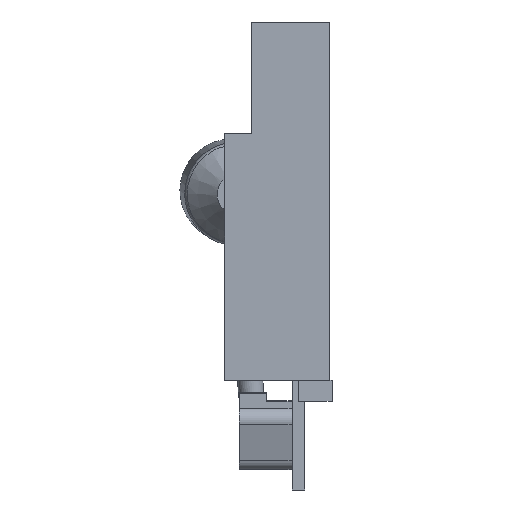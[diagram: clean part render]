
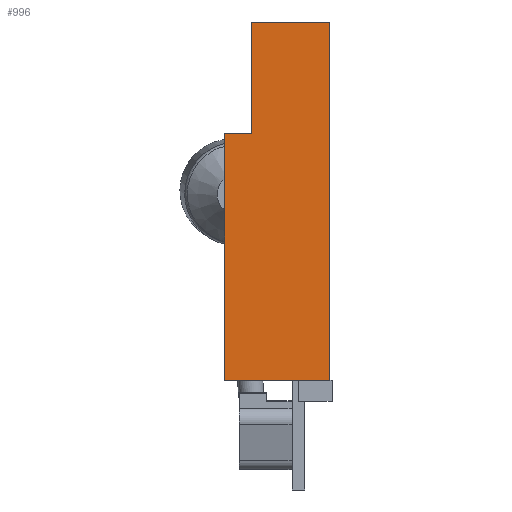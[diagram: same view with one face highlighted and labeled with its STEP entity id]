
A CAD part, left-side view. The second image highlights one B-rep face of the part: STEP entity #996.
In plain terms, the highlighted planar face has unit normal (-1, 0, 0).
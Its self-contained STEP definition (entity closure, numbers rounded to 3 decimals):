
#74=PLANE('',#1122);
#130=FACE_OUTER_BOUND('',#188,.T.);
#188=EDGE_LOOP('',(#917,#918,#919,#920,#921,#922));
#291=LINE('',#1795,#383);
#312=LINE('',#1838,#404);
#315=LINE('',#1843,#407);
#318=LINE('',#1849,#410);
#322=LINE('',#1857,#414);
#323=LINE('',#1859,#415);
#383=VECTOR('',#1359,10.);
#404=VECTOR('',#1392,10.);
#407=VECTOR('',#1399,10.);
#410=VECTOR('',#1404,10.);
#414=VECTOR('',#1412,10.);
#415=VECTOR('',#1415,10.);
#490=VERTEX_POINT('',#1792);
#491=VERTEX_POINT('',#1794);
#505=VERTEX_POINT('',#1832);
#507=VERTEX_POINT('',#1836);
#509=VERTEX_POINT('',#1847);
#511=VERTEX_POINT('',#1855);
#618=EDGE_CURVE('',#490,#491,#291,.T.);
#639=EDGE_CURVE('',#505,#507,#312,.T.);
#642=EDGE_CURVE('',#491,#507,#315,.T.);
#645=EDGE_CURVE('',#509,#490,#318,.T.);
#649=EDGE_CURVE('',#509,#511,#322,.T.);
#650=EDGE_CURVE('',#505,#511,#323,.T.);
#917=ORIENTED_EDGE('',*,*,#649,.T.);
#918=ORIENTED_EDGE('',*,*,#650,.F.);
#919=ORIENTED_EDGE('',*,*,#639,.T.);
#920=ORIENTED_EDGE('',*,*,#642,.F.);
#921=ORIENTED_EDGE('',*,*,#618,.F.);
#922=ORIENTED_EDGE('',*,*,#645,.F.);
#996=ADVANCED_FACE('',(#130),#74,.T.);
#1122=AXIS2_PLACEMENT_3D('',#1858,#1413,#1414);
#1359=DIRECTION('',(0.,1.,0.));
#1392=DIRECTION('',(0.,1.,0.));
#1399=DIRECTION('',(0.,0.,1.));
#1404=DIRECTION('',(0.,0.,-1.));
#1412=DIRECTION('',(0.,1.,0.));
#1413=DIRECTION('center_axis',(-1.,0.,0.));
#1414=DIRECTION('ref_axis',(0.,0.,1.));
#1415=DIRECTION('',(0.,0.,1.));
#1792=CARTESIAN_POINT('',(-10.,-1.5,-8.5));
#1794=CARTESIAN_POINT('',(-10.,3.5,-8.5));
#1795=CARTESIAN_POINT('',(-10.,0.,-8.5));
#1832=CARTESIAN_POINT('',(-10.,2.2,3.2));
#1836=CARTESIAN_POINT('',(-10.,3.5,3.2));
#1838=CARTESIAN_POINT('',(-10.,0.,3.2));
#1843=CARTESIAN_POINT('',(-10.,3.5,8.5));
#1847=CARTESIAN_POINT('',(-10.,-1.5,8.5));
#1849=CARTESIAN_POINT('',(-10.,-1.5,8.5));
#1855=CARTESIAN_POINT('',(-10.,2.2,8.5));
#1857=CARTESIAN_POINT('',(-10.,0.,8.5));
#1858=CARTESIAN_POINT('Origin',(-10.,0.,3.2));
#1859=CARTESIAN_POINT('',(-10.,2.2,8.5));
